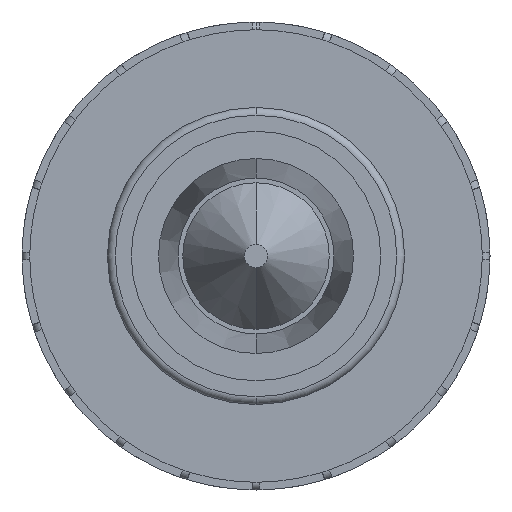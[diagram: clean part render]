
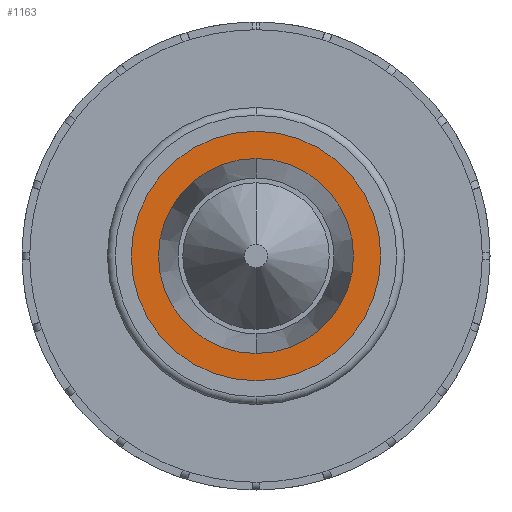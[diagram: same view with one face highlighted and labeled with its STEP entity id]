
A CAD part, front view. The second image highlights one B-rep face of the part: STEP entity #1163.
In plain terms, the highlighted planar face has unit normal (0, -1, 0).
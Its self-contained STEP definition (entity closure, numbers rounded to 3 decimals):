
#240 = AXIS2_PLACEMENT_3D ( 'NONE', #5895, #4022, #3398 ) ;
#506 = VERTEX_POINT ( 'NONE', #3603 ) ;
#973 = ORIENTED_EDGE ( 'NONE', *, *, #2707, .T. ) ;
#1070 = CARTESIAN_POINT ( 'NONE',  ( 0., 20.5, 0. ) ) ;
#1109 = ORIENTED_EDGE ( 'NONE', *, *, #3186, .T. ) ;
#1163 = ADVANCED_FACE ( 'NONE', ( #3983, #1748 ), #2330, .T. ) ;
#1442 = ORIENTED_EDGE ( 'NONE', *, *, #4768, .F. ) ;
#1521 = AXIS2_PLACEMENT_3D ( 'NONE', #6803, #6839, #5543 ) ;
#1658 = DIRECTION ( 'NONE',  ( 0., -1., 0. ) ) ;
#1691 = DIRECTION ( 'NONE',  ( 0., 0., -1. ) ) ;
#1748 = FACE_OUTER_BOUND ( 'NONE', #7346, .T. ) ;
#1846 = VERTEX_POINT ( 'NONE', #5611 ) ;
#2005 = CARTESIAN_POINT ( 'NONE',  ( 0., 20.5, 16. ) ) ;
#2168 = DIRECTION ( 'NONE',  ( 0., -1., 0. ) ) ;
#2172 = EDGE_LOOP ( 'NONE', ( #3864, #1442 ) ) ;
#2301 = VERTEX_POINT ( 'NONE', #7528 ) ;
#2330 = PLANE ( 'NONE',  #240 ) ;
#2707 = EDGE_CURVE ( 'NONE', #1846, #5253, #6227, .T. ) ;
#3186 = EDGE_CURVE ( 'NONE', #5253, #1846, #5612, .T. ) ;
#3221 = EDGE_CURVE ( 'NONE', #2301, #506, #4858, .T. ) ;
#3311 = DIRECTION ( 'NONE',  ( 0., -1., 0. ) ) ;
#3398 = DIRECTION ( 'NONE',  ( 0., 0., -1. ) ) ;
#3603 = CARTESIAN_POINT ( 'NONE',  ( 0., 20.5, 12.5 ) ) ;
#3864 = ORIENTED_EDGE ( 'NONE', *, *, #3221, .F. ) ;
#3937 = DIRECTION ( 'NONE',  ( 0., 0., -1. ) ) ;
#3983 = FACE_BOUND ( 'NONE', #2172, .T. ) ;
#4022 = DIRECTION ( 'NONE',  ( 0., -1., 0. ) ) ;
#4110 = AXIS2_PLACEMENT_3D ( 'NONE', #1070, #1658, #1691 ) ;
#4600 = AXIS2_PLACEMENT_3D ( 'NONE', #5115, #3311, #3937 ) ;
#4667 = CARTESIAN_POINT ( 'NONE',  ( 0., 20.5, 0. ) ) ;
#4735 = AXIS2_PLACEMENT_3D ( 'NONE', #4667, #2168, #7653 ) ;
#4768 = EDGE_CURVE ( 'NONE', #506, #2301, #5260, .T. ) ;
#4858 = CIRCLE ( 'NONE', #4735, 12.5 ) ;
#5115 = CARTESIAN_POINT ( 'NONE',  ( 0., 20.5, 0. ) ) ;
#5253 = VERTEX_POINT ( 'NONE', #2005 ) ;
#5260 = CIRCLE ( 'NONE', #1521, 12.5 ) ;
#5543 = DIRECTION ( 'NONE',  ( 0., 0., -1. ) ) ;
#5611 = CARTESIAN_POINT ( 'NONE',  ( 0., 20.5, -16. ) ) ;
#5612 = CIRCLE ( 'NONE', #4110, 16. ) ;
#5895 = CARTESIAN_POINT ( 'NONE',  ( -16., 20.5, 0. ) ) ;
#6227 = CIRCLE ( 'NONE', #4600, 16. ) ;
#6803 = CARTESIAN_POINT ( 'NONE',  ( 0., 20.5, 0. ) ) ;
#6839 = DIRECTION ( 'NONE',  ( 0., -1., 0. ) ) ;
#7346 = EDGE_LOOP ( 'NONE', ( #973, #1109 ) ) ;
#7528 = CARTESIAN_POINT ( 'NONE',  ( 0., 20.5, -12.5 ) ) ;
#7653 = DIRECTION ( 'NONE',  ( 0., 0., -1. ) ) ;
